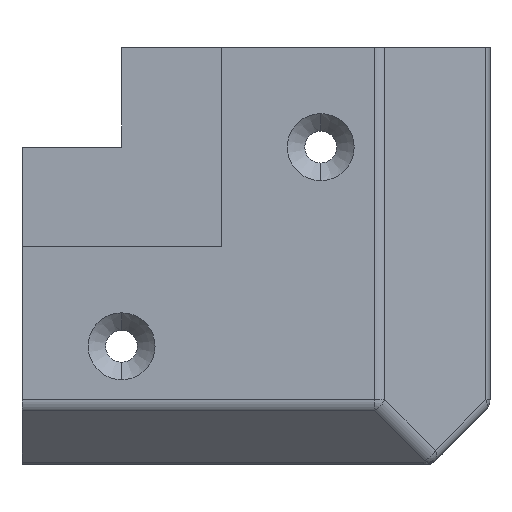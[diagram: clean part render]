
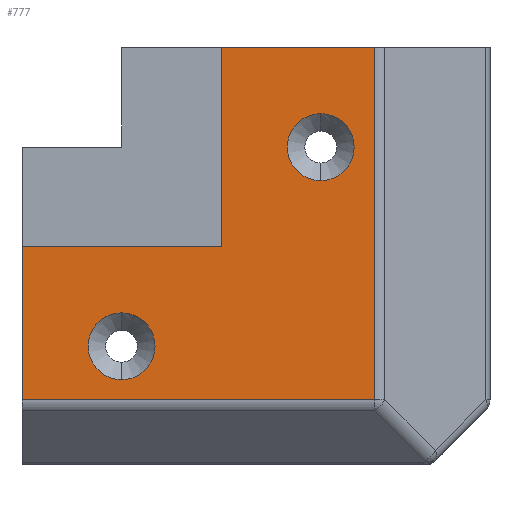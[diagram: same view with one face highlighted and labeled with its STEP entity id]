
A CAD part, left-side view. The second image highlights one B-rep face of the part: STEP entity #777.
In plain terms, the highlighted planar face has unit normal (-1, 0, 0).
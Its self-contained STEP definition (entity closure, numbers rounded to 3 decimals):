
#10 = AXIS2_PLACEMENT_3D ( 'NONE', #1027, #245, #1210 ) ;
#16 = VECTOR ( 'NONE', #27, 1000. ) ;
#27 = DIRECTION ( 'NONE',  ( 0., 0., 1. ) ) ;
#41 = VECTOR ( 'NONE', #1159, 1000. ) ;
#62 = VERTEX_POINT ( 'NONE', #382 ) ;
#92 = EDGE_CURVE ( 'NONE', #400, #62, #321, .T. ) ;
#133 = EDGE_CURVE ( 'NONE', #420, #1660, #1253, .T. ) ;
#158 = CARTESIAN_POINT ( 'NONE',  ( 0., 37., -10. ) ) ;
#166 = PLANE ( 'NONE',  #1352 ) ;
#170 = LINE ( 'NONE', #1904, #41 ) ;
#175 = ORIENTED_EDGE ( 'NONE', *, *, #788, .F. ) ;
#195 = ORIENTED_EDGE ( 'NONE', *, *, #133, .F. ) ;
#205 = ORIENTED_EDGE ( 'NONE', *, *, #1025, .F. ) ;
#213 = AXIS2_PLACEMENT_3D ( 'NONE', #158, #1124, #1717 ) ;
#236 = EDGE_CURVE ( 'NONE', #883, #1588, #170, .T. ) ;
#245 = DIRECTION ( 'NONE',  ( -1., 0., 0. ) ) ;
#280 = CARTESIAN_POINT ( 'NONE',  ( 0., 27., 20. ) ) ;
#281 = AXIS2_PLACEMENT_3D ( 'NONE', #1468, #1174, #802 ) ;
#303 = FACE_BOUND ( 'NONE', #1562, .T. ) ;
#321 = CIRCLE ( 'NONE', #10, 3.36 ) ;
#342 = VERTEX_POINT ( 'NONE', #1924 ) ;
#349 = CARTESIAN_POINT ( 'NONE',  ( 0., 37., -10. ) ) ;
#382 = CARTESIAN_POINT ( 'NONE',  ( 0., 17., 6.64 ) ) ;
#385 = VERTEX_POINT ( 'NONE', #1625 ) ;
#400 = VERTEX_POINT ( 'NONE', #1111 ) ;
#420 = VERTEX_POINT ( 'NONE', #1829 ) ;
#457 = AXIS2_PLACEMENT_3D ( 'NONE', #349, #524, #1160 ) ;
#498 = VECTOR ( 'NONE', #659, 1000. ) ;
#509 = VERTEX_POINT ( 'NONE', #280 ) ;
#524 = DIRECTION ( 'NONE',  ( -1., 0., 0. ) ) ;
#526 = EDGE_CURVE ( 'NONE', #1916, #883, #1119, .T. ) ;
#527 = CARTESIAN_POINT ( 'NONE',  ( 0., 11.621, 20. ) ) ;
#562 = VECTOR ( 'NONE', #1235, 1000. ) ;
#570 = EDGE_CURVE ( 'NONE', #509, #1588, #1875, .T. ) ;
#584 = ORIENTED_EDGE ( 'NONE', *, *, #526, .T. ) ;
#590 = ORIENTED_EDGE ( 'NONE', *, *, #570, .F. ) ;
#659 = DIRECTION ( 'NONE',  ( 0., -1., 0. ) ) ;
#668 = CARTESIAN_POINT ( 'NONE',  ( 0., 27., 0. ) ) ;
#677 = CARTESIAN_POINT ( 'NONE',  ( 0., 27., -15.379 ) ) ;
#683 = ORIENTED_EDGE ( 'NONE', *, *, #897, .F. ) ;
#726 = LINE ( 'NONE', #1115, #1257 ) ;
#777 = ADVANCED_FACE ( 'NONE', ( #303, #959, #2033 ), #166, .F. ) ;
#788 = EDGE_CURVE ( 'NONE', #342, #385, #1594, .T. ) ;
#794 = VECTOR ( 'NONE', #1310, 1000. ) ;
#802 = DIRECTION ( 'NONE',  ( 0., 0., 1. ) ) ;
#838 = ORIENTED_EDGE ( 'NONE', *, *, #236, .T. ) ;
#883 = VERTEX_POINT ( 'NONE', #1812 ) ;
#897 = EDGE_CURVE ( 'NONE', #1660, #509, #726, .T. ) ;
#959 = FACE_BOUND ( 'NONE', #1550, .T. ) ;
#982 = DIRECTION ( 'NONE',  ( 1., 0., 0. ) ) ;
#1025 = EDGE_CURVE ( 'NONE', #385, #342, #2016, .T. ) ;
#1027 = CARTESIAN_POINT ( 'NONE',  ( 0., 17., 10. ) ) ;
#1048 = EDGE_CURVE ( 'NONE', #62, #400, #1190, .T. ) ;
#1083 = EDGE_LOOP ( 'NONE', ( #838, #590, #683, #195, #1298, #584 ) ) ;
#1111 = CARTESIAN_POINT ( 'NONE',  ( 0., 17., 13.36 ) ) ;
#1115 = CARTESIAN_POINT ( 'NONE',  ( 0., 27., 0. ) ) ;
#1119 = LINE ( 'NONE', #677, #794 ) ;
#1124 = DIRECTION ( 'NONE',  ( -1., 0., 0. ) ) ;
#1134 = CARTESIAN_POINT ( 'NONE',  ( 0., 27., 0. ) ) ;
#1159 = DIRECTION ( 'NONE',  ( 0., 0., 1. ) ) ;
#1160 = DIRECTION ( 'NONE',  ( 0., 0., 1. ) ) ;
#1174 = DIRECTION ( 'NONE',  ( -1., 0., 0. ) ) ;
#1190 = CIRCLE ( 'NONE', #281, 3.36 ) ;
#1210 = DIRECTION ( 'NONE',  ( 0., 0., 1. ) ) ;
#1235 = DIRECTION ( 'NONE',  ( 0., -1., 0. ) ) ;
#1253 = LINE ( 'NONE', #2007, #562 ) ;
#1257 = VECTOR ( 'NONE', #1848, 1000. ) ;
#1298 = ORIENTED_EDGE ( 'NONE', *, *, #1624, .F. ) ;
#1310 = DIRECTION ( 'NONE',  ( 0., -1., 0. ) ) ;
#1313 = CARTESIAN_POINT ( 'NONE',  ( 0., 47., -15.379 ) ) ;
#1352 = AXIS2_PLACEMENT_3D ( 'NONE', #668, #982, #1570 ) ;
#1468 = CARTESIAN_POINT ( 'NONE',  ( 0., 17., 10. ) ) ;
#1550 = EDGE_LOOP ( 'NONE', ( #1782, #1819 ) ) ;
#1562 = EDGE_LOOP ( 'NONE', ( #205, #175 ) ) ;
#1568 = CARTESIAN_POINT ( 'NONE',  ( 0., 47., -15.379 ) ) ;
#1570 = DIRECTION ( 'NONE',  ( 0., 0., -1. ) ) ;
#1583 = CARTESIAN_POINT ( 'NONE',  ( 0., 27., 20. ) ) ;
#1588 = VERTEX_POINT ( 'NONE', #527 ) ;
#1594 = CIRCLE ( 'NONE', #213, 3.36 ) ;
#1624 = EDGE_CURVE ( 'NONE', #1916, #420, #1770, .T. ) ;
#1625 = CARTESIAN_POINT ( 'NONE',  ( 0., 37., -6.64 ) ) ;
#1660 = VERTEX_POINT ( 'NONE', #1134 ) ;
#1717 = DIRECTION ( 'NONE',  ( 0., 0., 1. ) ) ;
#1770 = LINE ( 'NONE', #1313, #16 ) ;
#1782 = ORIENTED_EDGE ( 'NONE', *, *, #92, .F. ) ;
#1812 = CARTESIAN_POINT ( 'NONE',  ( 0., 11.621, -15.379 ) ) ;
#1819 = ORIENTED_EDGE ( 'NONE', *, *, #1048, .F. ) ;
#1829 = CARTESIAN_POINT ( 'NONE',  ( 0., 47., 0. ) ) ;
#1848 = DIRECTION ( 'NONE',  ( 0., 0., 1. ) ) ;
#1875 = LINE ( 'NONE', #1583, #498 ) ;
#1904 = CARTESIAN_POINT ( 'NONE',  ( 0., 11.621, 0. ) ) ;
#1916 = VERTEX_POINT ( 'NONE', #1568 ) ;
#1924 = CARTESIAN_POINT ( 'NONE',  ( 0., 37., -13.36 ) ) ;
#2007 = CARTESIAN_POINT ( 'NONE',  ( 0., 47., 0. ) ) ;
#2016 = CIRCLE ( 'NONE', #457, 3.36 ) ;
#2033 = FACE_OUTER_BOUND ( 'NONE', #1083, .T. ) ;
